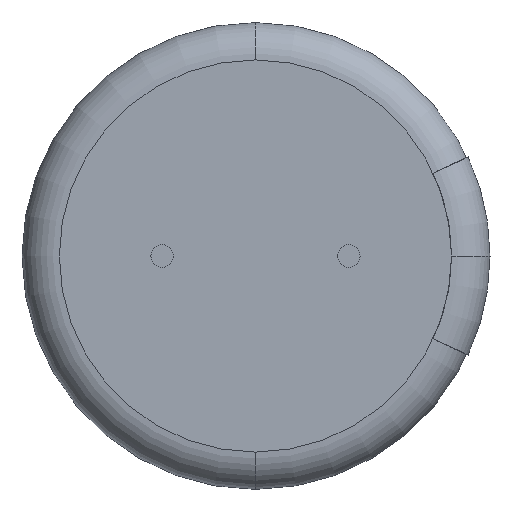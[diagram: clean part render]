
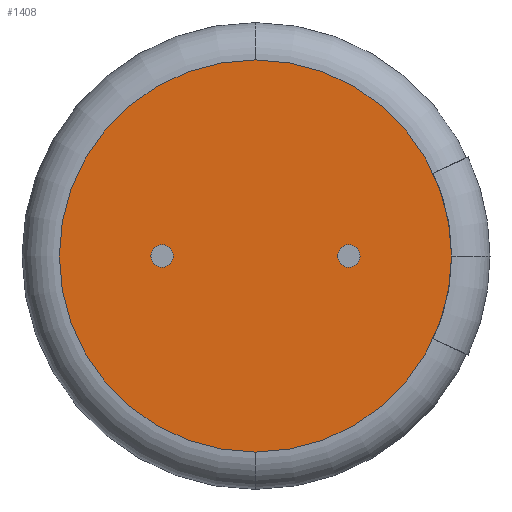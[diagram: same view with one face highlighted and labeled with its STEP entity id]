
A CAD part, front view. The second image highlights one B-rep face of the part: STEP entity #1408.
In plain terms, the highlighted planar face has unit normal (0, -1, 0).
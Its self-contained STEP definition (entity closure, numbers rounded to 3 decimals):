
#51 = VERTEX_POINT ( 'NONE', #961 ) ;
#63 = DIRECTION ( 'NONE',  ( 0., -1., 0. ) ) ;
#91 = DIRECTION ( 'NONE',  ( 0., 0., -1. ) ) ;
#136 = EDGE_CURVE ( 'NONE', #227, #51, #670, .T. ) ;
#221 = FACE_OUTER_BOUND ( 'NONE', #321, .T. ) ;
#222 = AXIS2_PLACEMENT_3D ( 'NONE', #2265, #1166, #91 ) ;
#223 = AXIS2_PLACEMENT_3D ( 'NONE', #462, #1709, #637 ) ;
#227 = VERTEX_POINT ( 'NONE', #288 ) ;
#244 = EDGE_CURVE ( 'NONE', #335, #2215, #2006, .T. ) ;
#288 = CARTESIAN_POINT ( 'NONE',  ( 2.5, 0., -0.3 ) ) ;
#306 = CARTESIAN_POINT ( 'NONE',  ( 0., 0., 5.25 ) ) ;
#321 = EDGE_LOOP ( 'NONE', ( #1486, #1246 ) ) ;
#335 = VERTEX_POINT ( 'NONE', #2251 ) ;
#347 = FACE_BOUND ( 'NONE', #643, .T. ) ;
#393 = EDGE_CURVE ( 'NONE', #51, #227, #1768, .T. ) ;
#427 = ORIENTED_EDGE ( 'NONE', *, *, #871, .F. ) ;
#462 = CARTESIAN_POINT ( 'NONE',  ( -2.5, 0., 0. ) ) ;
#535 = VERTEX_POINT ( 'NONE', #1560 ) ;
#637 = DIRECTION ( 'NONE',  ( 0., 0., -1. ) ) ;
#643 = EDGE_LOOP ( 'NONE', ( #1195, #427 ) ) ;
#670 = CIRCLE ( 'NONE', #1911, 0.3 ) ;
#754 = CARTESIAN_POINT ( 'NONE',  ( 2.5, 0., 0. ) ) ;
#775 = DIRECTION ( 'NONE',  ( 0., -1., 0. ) ) ;
#849 = AXIS2_PLACEMENT_3D ( 'NONE', #1140, #63, #1319 ) ;
#857 = AXIS2_PLACEMENT_3D ( 'NONE', #2027, #946, #2225 ) ;
#871 = EDGE_CURVE ( 'NONE', #535, #951, #2087, .T. ) ;
#905 = DIRECTION ( 'NONE',  ( 0., -1., 0. ) ) ;
#929 = DIRECTION ( 'NONE',  ( 0., 0., -1. ) ) ;
#946 = DIRECTION ( 'NONE',  ( 0., -1., 0. ) ) ;
#951 = VERTEX_POINT ( 'NONE', #1146 ) ;
#961 = CARTESIAN_POINT ( 'NONE',  ( 2.5, 0., 0.3 ) ) ;
#1091 = CIRCLE ( 'NONE', #1621, 5.25 ) ;
#1140 = CARTESIAN_POINT ( 'NONE',  ( 0., 0., 0. ) ) ;
#1146 = CARTESIAN_POINT ( 'NONE',  ( -2.5, 0., 0.3 ) ) ;
#1166 = DIRECTION ( 'NONE',  ( 0., -1., 0. ) ) ;
#1195 = ORIENTED_EDGE ( 'NONE', *, *, #2130, .F. ) ;
#1246 = ORIENTED_EDGE ( 'NONE', *, *, #1635, .T. ) ;
#1319 = DIRECTION ( 'NONE',  ( 0., 0., -1. ) ) ;
#1408 = ADVANCED_FACE ( 'NONE', ( #221, #347, #2106 ), #1827, .T. ) ;
#1485 = EDGE_LOOP ( 'NONE', ( #2041, #1522 ) ) ;
#1486 = ORIENTED_EDGE ( 'NONE', *, *, #244, .T. ) ;
#1522 = ORIENTED_EDGE ( 'NONE', *, *, #136, .F. ) ;
#1560 = CARTESIAN_POINT ( 'NONE',  ( -2.5, 0., -0.3 ) ) ;
#1621 = AXIS2_PLACEMENT_3D ( 'NONE', #1853, #775, #2034 ) ;
#1635 = EDGE_CURVE ( 'NONE', #2215, #335, #1091, .T. ) ;
#1679 = AXIS2_PLACEMENT_3D ( 'NONE', #754, #2012, #929 ) ;
#1709 = DIRECTION ( 'NONE',  ( 0., -1., 0. ) ) ;
#1768 = CIRCLE ( 'NONE', #1679, 0.3 ) ;
#1827 = PLANE ( 'NONE',  #857 ) ;
#1853 = CARTESIAN_POINT ( 'NONE',  ( 0., 0., 0. ) ) ;
#1911 = AXIS2_PLACEMENT_3D ( 'NONE', #1986, #905, #2179 ) ;
#1958 = CIRCLE ( 'NONE', #222, 0.3 ) ;
#1986 = CARTESIAN_POINT ( 'NONE',  ( 2.5, 0., 0. ) ) ;
#2006 = CIRCLE ( 'NONE', #849, 5.25 ) ;
#2012 = DIRECTION ( 'NONE',  ( 0., -1., 0. ) ) ;
#2027 = CARTESIAN_POINT ( 'NONE',  ( 0., 0., 0. ) ) ;
#2034 = DIRECTION ( 'NONE',  ( 0., 0., -1. ) ) ;
#2041 = ORIENTED_EDGE ( 'NONE', *, *, #393, .F. ) ;
#2087 = CIRCLE ( 'NONE', #223, 0.3 ) ;
#2106 = FACE_BOUND ( 'NONE', #1485, .T. ) ;
#2130 = EDGE_CURVE ( 'NONE', #951, #535, #1958, .T. ) ;
#2179 = DIRECTION ( 'NONE',  ( 0., 0., -1. ) ) ;
#2215 = VERTEX_POINT ( 'NONE', #306 ) ;
#2225 = DIRECTION ( 'NONE',  ( 0., 0., -1. ) ) ;
#2251 = CARTESIAN_POINT ( 'NONE',  ( 0., 0., -5.25 ) ) ;
#2265 = CARTESIAN_POINT ( 'NONE',  ( -2.5, 0., 0. ) ) ;
